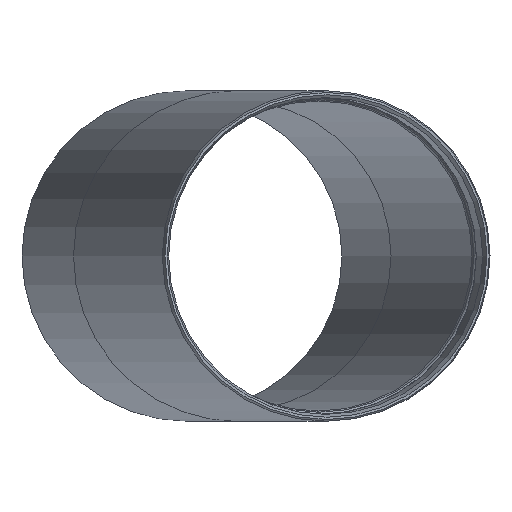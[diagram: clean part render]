
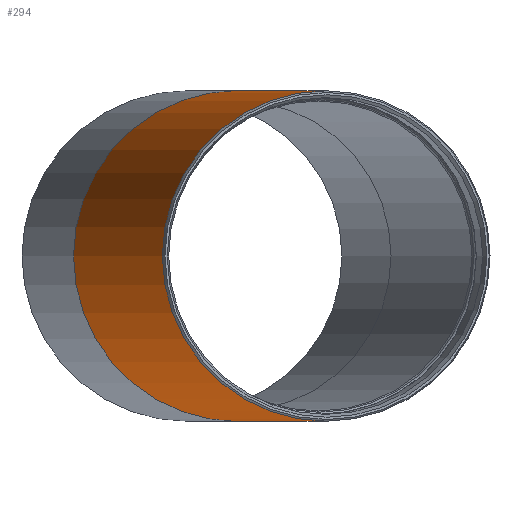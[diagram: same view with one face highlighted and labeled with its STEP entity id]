
A CAD part, left-side view. The second image highlights one B-rep face of the part: STEP entity #294.
In plain terms, the highlighted cylindrical face has radius 125 mm (diameter 250 mm), a full revolution.
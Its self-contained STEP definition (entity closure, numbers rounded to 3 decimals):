
#31=LINE('',#543,#43);
#43=VECTOR('',#446,125.);
#52=CYLINDRICAL_SURFACE('',#355,125.);
#66=FACE_OUTER_BOUND('',#87,.T.);
#87=EDGE_LOOP('',(#239,#240,#241,#242));
#102=CIRCLE('',#333,125.);
#115=CIRCLE('',#356,125.);
#130=VERTEX_POINT('',#500);
#141=VERTEX_POINT('',#541);
#156=EDGE_CURVE('',#130,#130,#102,.T.);
#175=EDGE_CURVE('',#141,#141,#115,.T.);
#176=EDGE_CURVE('',#141,#130,#31,.T.);
#239=ORIENTED_EDGE('',*,*,#175,.F.);
#240=ORIENTED_EDGE('',*,*,#176,.T.);
#241=ORIENTED_EDGE('',*,*,#156,.T.);
#242=ORIENTED_EDGE('',*,*,#176,.F.);
#294=ADVANCED_FACE('',(#66),#52,.T.);
#333=AXIS2_PLACEMENT_3D('',#502,#392,#393);
#355=AXIS2_PLACEMENT_3D('',#540,#442,#443);
#356=AXIS2_PLACEMENT_3D('',#542,#444,#445);
#392=DIRECTION('center_axis',(-0.991,-0.131,0.));
#393=DIRECTION('ref_axis',(0.131,-0.991,0.));
#442=DIRECTION('center_axis',(-0.991,-0.131,0.));
#443=DIRECTION('ref_axis',(-0.131,0.991,0.));
#444=DIRECTION('center_axis',(-0.991,-0.131,0.));
#445=DIRECTION('ref_axis',(0.131,-0.991,0.));
#446=DIRECTION('',(0.991,0.131,0.));
#500=CARTESIAN_POINT('',(531.867,-56.057,0.));
#502=CARTESIAN_POINT('Origin',(515.551,67.874,0.));
#540=CARTESIAN_POINT('Origin',(260.254,34.263,0.));
#541=CARTESIAN_POINT('',(21.273,-123.278,0.));
#542=CARTESIAN_POINT('Origin',(4.957,0.653,0.));
#543=CARTESIAN_POINT('',(276.57,-89.667,0.));
